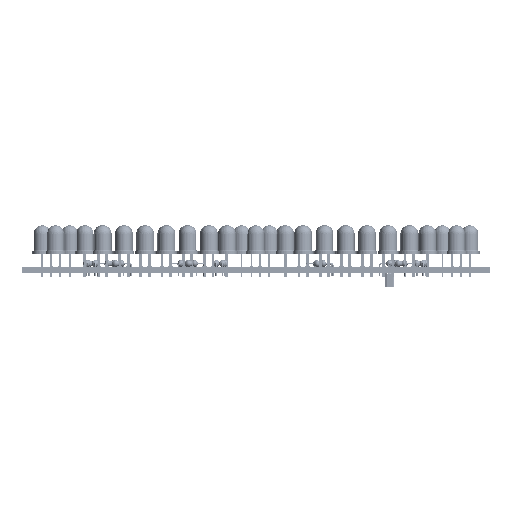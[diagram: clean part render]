
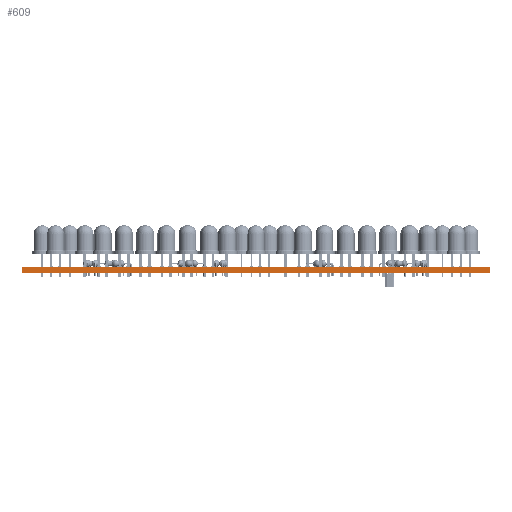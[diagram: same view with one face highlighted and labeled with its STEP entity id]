
A CAD part, left-side view. The second image highlights one B-rep face of the part: STEP entity #609.
In plain terms, the highlighted planar face has unit normal (-1, 0, 0).
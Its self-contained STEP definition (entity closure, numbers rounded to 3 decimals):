
#553 = VERTEX_POINT('',#554);
#554 = CARTESIAN_POINT('',(-42.5,70.,0.775));
#560 = EDGE_CURVE('',#561,#553,#563,.T.);
#561 = VERTEX_POINT('',#562);
#562 = CARTESIAN_POINT('',(-42.5,70.,-0.775));
#563 = LINE('',#564,#565);
#564 = CARTESIAN_POINT('',(-42.5,70.,-0.775));
#565 = VECTOR('',#566,1.);
#566 = DIRECTION('',(0.,0.,1.));
#609 = ADVANCED_FACE('',(#610),#635,.F.);
#610 = FACE_BOUND('',#611,.F.);
#611 = EDGE_LOOP('',(#612,#613,#621,#629));
#612 = ORIENTED_EDGE('',*,*,#560,.T.);
#613 = ORIENTED_EDGE('',*,*,#614,.T.);
#614 = EDGE_CURVE('',#553,#615,#617,.T.);
#615 = VERTEX_POINT('',#616);
#616 = CARTESIAN_POINT('',(-42.5,-70.,0.775));
#617 = LINE('',#618,#619);
#618 = CARTESIAN_POINT('',(-42.5,70.,0.775));
#619 = VECTOR('',#620,1.);
#620 = DIRECTION('',(0.,-1.,0.));
#621 = ORIENTED_EDGE('',*,*,#622,.F.);
#622 = EDGE_CURVE('',#623,#615,#625,.T.);
#623 = VERTEX_POINT('',#624);
#624 = CARTESIAN_POINT('',(-42.5,-70.,-0.775));
#625 = LINE('',#626,#627);
#626 = CARTESIAN_POINT('',(-42.5,-70.,-0.775));
#627 = VECTOR('',#628,1.);
#628 = DIRECTION('',(0.,0.,1.));
#629 = ORIENTED_EDGE('',*,*,#630,.F.);
#630 = EDGE_CURVE('',#561,#623,#631,.T.);
#631 = LINE('',#632,#633);
#632 = CARTESIAN_POINT('',(-42.5,70.,-0.775));
#633 = VECTOR('',#634,1.);
#634 = DIRECTION('',(0.,-1.,0.));
#635 = PLANE('',#636);
#636 = AXIS2_PLACEMENT_3D('',#637,#638,#639);
#637 = CARTESIAN_POINT('',(-42.5,70.,-0.775));
#638 = DIRECTION('',(1.,0.,0.));
#639 = DIRECTION('',(0.,-1.,0.));
